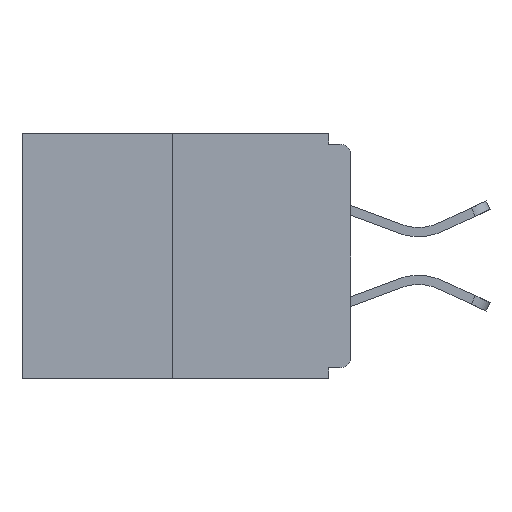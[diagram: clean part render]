
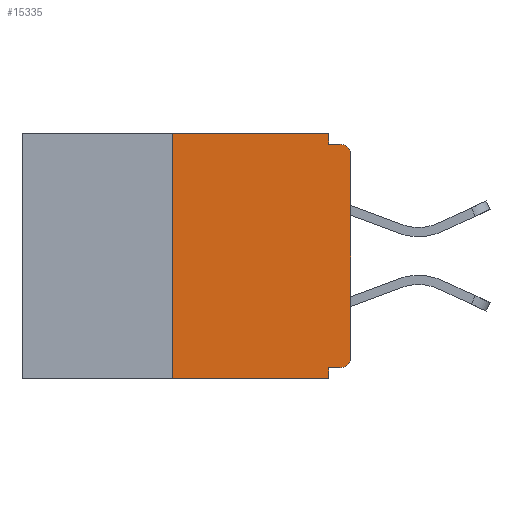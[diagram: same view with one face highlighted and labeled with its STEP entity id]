
A CAD part, left-side view. The second image highlights one B-rep face of the part: STEP entity #15335.
In plain terms, the highlighted planar face has unit normal (-1, 0, 0).
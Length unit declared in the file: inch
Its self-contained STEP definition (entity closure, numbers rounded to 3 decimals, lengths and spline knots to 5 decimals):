
#73 = VECTOR ( 'NONE', #8652, 39.37008 ) ;
#322 = LINE ( 'NONE', #6251, #11839 ) ;
#467 = AXIS2_PLACEMENT_3D ( 'NONE', #4418, #3183, #10661 ) ;
#658 = EDGE_CURVE ( 'NONE', #9903, #1104, #9718, .T. ) ;
#1010 = DIRECTION ( 'NONE',  ( 1., 0., 0. ) ) ;
#1104 = VERTEX_POINT ( 'NONE', #3530 ) ;
#1131 = CARTESIAN_POINT ( 'NONE',  ( 0., 0.25, 0. ) ) ;
#1235 = CARTESIAN_POINT ( 'NONE',  ( 0., 0.015, -0.03 ) ) ;
#1316 = EDGE_CURVE ( 'NONE', #7074, #11699, #3456, .T. ) ;
#1408 = CARTESIAN_POINT ( 'NONE',  ( 0., 0.031, 0. ) ) ;
#1649 = VERTEX_POINT ( 'NONE', #14669 ) ;
#2198 = EDGE_LOOP ( 'NONE', ( #14077, #3028, #13618, #7942, #15846, #8236, #2318, #19335, #12557, #3233 ) ) ;
#2318 = ORIENTED_EDGE ( 'NONE', *, *, #7049, .T. ) ;
#2456 = VECTOR ( 'NONE', #3553, 39.37008 ) ;
#3028 = ORIENTED_EDGE ( 'NONE', *, *, #5955, .F. ) ;
#3183 = DIRECTION ( 'NONE',  ( -1., 0., 0. ) ) ;
#3233 = ORIENTED_EDGE ( 'NONE', *, *, #15501, .F. ) ;
#3295 = EDGE_CURVE ( 'NONE', #19342, #9993, #18616, .T. ) ;
#3456 = LINE ( 'NONE', #11353, #18453 ) ;
#3530 = CARTESIAN_POINT ( 'NONE',  ( 0., 0.031, -0.328 ) ) ;
#3553 = DIRECTION ( 'NONE',  ( 0., 1., 0. ) ) ;
#3724 = CARTESIAN_POINT ( 'NONE',  ( 0., 0., -0.313 ) ) ;
#3868 = CARTESIAN_POINT ( 'NONE',  ( 0., 0.031, -0.343 ) ) ;
#4346 = CARTESIAN_POINT ( 'NONE',  ( 0., 0.25, 0. ) ) ;
#4418 = CARTESIAN_POINT ( 'NONE',  ( 0., 0.015, -0.313 ) ) ;
#4572 = VECTOR ( 'NONE', #12357, 39.37008 ) ;
#5955 = EDGE_CURVE ( 'NONE', #7074, #12658, #7466, .T. ) ;
#6251 = CARTESIAN_POINT ( 'NONE',  ( 0., 0., 0. ) ) ;
#6393 = CARTESIAN_POINT ( 'NONE',  ( 0., 0.46, 0. ) ) ;
#6552 = DIRECTION ( 'NONE',  ( 0., 0., 1. ) ) ;
#6766 = CARTESIAN_POINT ( 'NONE',  ( 0., 0.25, -0.343 ) ) ;
#7049 = EDGE_CURVE ( 'NONE', #10908, #19342, #322, .T. ) ;
#7074 = VERTEX_POINT ( 'NONE', #6766 ) ;
#7147 = CARTESIAN_POINT ( 'NONE',  ( 0., 0.46, 0. ) ) ;
#7466 = LINE ( 'NONE', #1131, #16785 ) ;
#7876 = CARTESIAN_POINT ( 'NONE',  ( 0., 0.031, -0.343 ) ) ;
#7907 = EDGE_CURVE ( 'NONE', #12658, #14383, #17242, .T. ) ;
#7942 = ORIENTED_EDGE ( 'NONE', *, *, #8850, .F. ) ;
#8236 = ORIENTED_EDGE ( 'NONE', *, *, #8343, .T. ) ;
#8343 = EDGE_CURVE ( 'NONE', #9903, #10908, #18064, .T. ) ;
#8652 = DIRECTION ( 'NONE',  ( 0., -1., 0. ) ) ;
#8791 = DIRECTION ( 'NONE',  ( 0., 0., 1. ) ) ;
#8850 = EDGE_CURVE ( 'NONE', #1104, #11699, #9507, .T. ) ;
#8882 = DIRECTION ( 'NONE',  ( 0., 0., -1. ) ) ;
#9507 = LINE ( 'NONE', #7876, #10569 ) ;
#9718 = LINE ( 'NONE', #14715, #2456 ) ;
#9903 = VERTEX_POINT ( 'NONE', #14635 ) ;
#9993 = VERTEX_POINT ( 'NONE', #16191 ) ;
#10216 = FACE_OUTER_BOUND ( 'NONE', #2198, .T. ) ;
#10569 = VECTOR ( 'NONE', #14221, 39.37008 ) ;
#10661 = DIRECTION ( 'NONE',  ( 0., 0., -1. ) ) ;
#10666 = CARTESIAN_POINT ( 'NONE',  ( 0., 0., -0.03 ) ) ;
#10776 = EDGE_CURVE ( 'NONE', #1649, #9993, #14779, .T. ) ;
#10908 = VERTEX_POINT ( 'NONE', #3724 ) ;
#11353 = CARTESIAN_POINT ( 'NONE',  ( 0., 0.46, -0.343 ) ) ;
#11695 = CARTESIAN_POINT ( 'NONE',  ( 0., 0., -0.015 ) ) ;
#11699 = VERTEX_POINT ( 'NONE', #3868 ) ;
#11839 = VECTOR ( 'NONE', #6552, 39.37008 ) ;
#12109 = AXIS2_PLACEMENT_3D ( 'NONE', #7147, #1010, #8882 ) ;
#12357 = DIRECTION ( 'NONE',  ( 0., 0., -1. ) ) ;
#12527 = DIRECTION ( 'NONE',  ( 0., -1., 0. ) ) ;
#12557 = ORIENTED_EDGE ( 'NONE', *, *, #10776, .F. ) ;
#12658 = VERTEX_POINT ( 'NONE', #4346 ) ;
#13506 = DIRECTION ( 'NONE',  ( -1., 0., 0. ) ) ;
#13607 = DIRECTION ( 'NONE',  ( 0., 0., -1. ) ) ;
#13618 = ORIENTED_EDGE ( 'NONE', *, *, #1316, .T. ) ;
#14077 = ORIENTED_EDGE ( 'NONE', *, *, #7907, .F. ) ;
#14221 = DIRECTION ( 'NONE',  ( 0., 0., -1. ) ) ;
#14383 = VERTEX_POINT ( 'NONE', #17352 ) ;
#14635 = CARTESIAN_POINT ( 'NONE',  ( 0., 0.015, -0.328 ) ) ;
#14669 = CARTESIAN_POINT ( 'NONE',  ( 0., 0.031, -0.015 ) ) ;
#14715 = CARTESIAN_POINT ( 'NONE',  ( 0., 0., -0.328 ) ) ;
#14779 = LINE ( 'NONE', #11695, #73 ) ;
#15319 = LINE ( 'NONE', #1408, #4572 ) ;
#15335 = ADVANCED_FACE ( 'NONE', ( #10216 ), #18252, .F. ) ;
#15501 = EDGE_CURVE ( 'NONE', #14383, #1649, #15319, .T. ) ;
#15846 = ORIENTED_EDGE ( 'NONE', *, *, #658, .F. ) ;
#16191 = CARTESIAN_POINT ( 'NONE',  ( 0., 0.015, -0.015 ) ) ;
#16712 = AXIS2_PLACEMENT_3D ( 'NONE', #1235, #13506, #13607 ) ;
#16785 = VECTOR ( 'NONE', #8791, 39.37008 ) ;
#16832 = VECTOR ( 'NONE', #12527, 39.37008 ) ;
#17242 = LINE ( 'NONE', #6393, #16832 ) ;
#17352 = CARTESIAN_POINT ( 'NONE',  ( 0., 0.031, 0. ) ) ;
#17579 = DIRECTION ( 'NONE',  ( 0., -1., 0. ) ) ;
#18064 = CIRCLE ( 'NONE', #467, 0.015 ) ;
#18252 = PLANE ( 'NONE',  #12109 ) ;
#18453 = VECTOR ( 'NONE', #17579, 39.37008 ) ;
#18616 = CIRCLE ( 'NONE', #16712, 0.015 ) ;
#19335 = ORIENTED_EDGE ( 'NONE', *, *, #3295, .T. ) ;
#19342 = VERTEX_POINT ( 'NONE', #10666 ) ;
